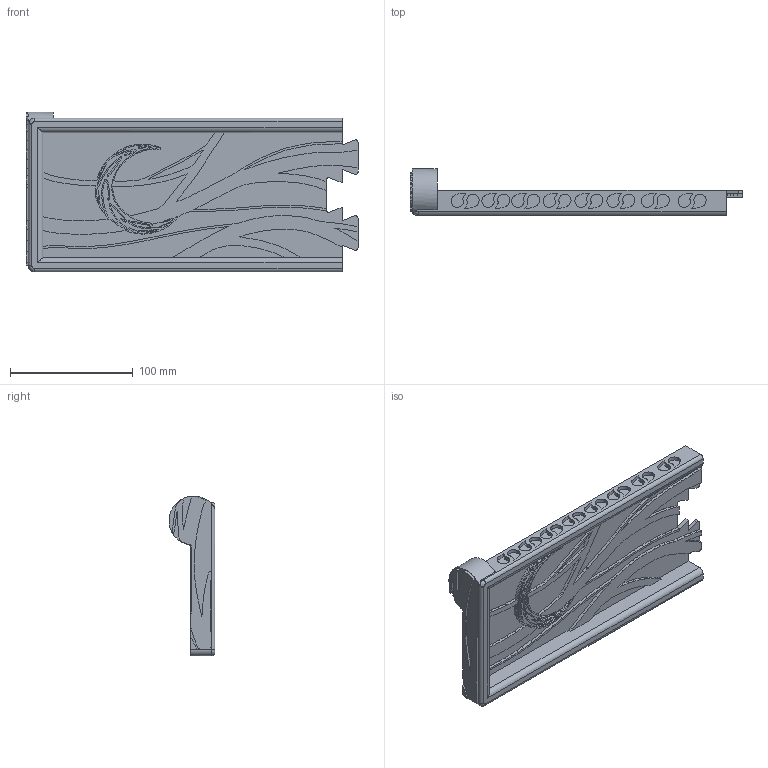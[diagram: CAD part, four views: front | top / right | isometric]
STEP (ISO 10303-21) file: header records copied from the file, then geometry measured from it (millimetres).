
FILE_DESCRIPTION(/* description */ ('STEP AP242','CAx-IF Rec.Pracs.---Representation and Presentation of Product Manufacturing Information (PMI)---4.0---2014-10-13','CAx-IF Rec.Pracs.---3D Tessellated Geometry---0.4---2014-09-14','2;1'),/* implementation_level */ '2;1');
FILE_NAME(/* name */ '688dd444f2a5856ad47dade2',/* time_stamp */ '2025-08-02T09:03:01Z',/* author */ (''),/* organization */ (''),/* preprocessor_version */ 'ST-DEVELOPER v20',/* originating_system */ 'ONSHAPE BY PTC INC, 1.201',/* authorisation */ ' ');
FILE_SCHEMA (('AP242_MANAGED_MODEL_BASED_3D_ENGINEERING_MIM_LF { 1 0 10303 442 1 1 4 }'));
Length unit declared in the file: metre
Products named in the file (1): Part 1
Bounding box: 269.92 x 37.29 x 129.95 mm (x, y, z)
Volume: 238317.7 mm3; surface area: 100876.5 mm2
Topology: 1 solids, 1 shells, 1183 faces, 3412 edges, 2273 vertices
Faces by surface type: plane 1062, bspline 70, cylinder 51
Entity records: 38433 total; most frequent: CARTESIAN_POINT 7717, ORIENTED_EDGE 6824, DIRECTION 5581, EDGE_CURVE 3412, LINE 3167, VECTOR 3167, VERTEX_POINT 2273, EDGE_LOOP 1225
